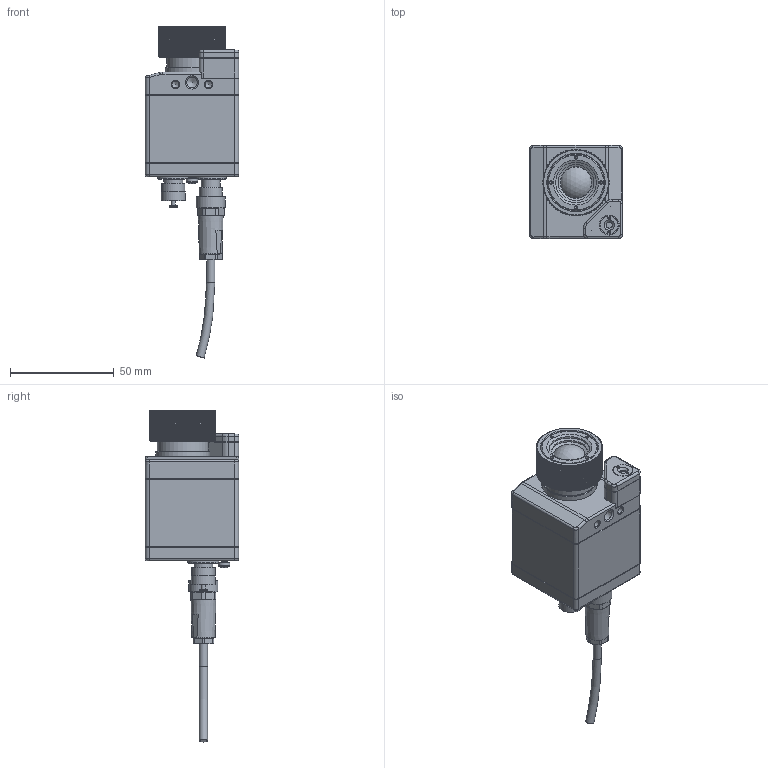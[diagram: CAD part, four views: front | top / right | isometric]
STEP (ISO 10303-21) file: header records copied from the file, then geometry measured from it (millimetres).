
FILE_DESCRIPTION (( 'STEP AP214' ), '1' );
FILE_NAME ('PI2xx-48G-Optik.STEP', '2013-07-10T09:11:15', ( 'qwe' ), ( '' ), 'SwSTEP 2.0', 'SolidWorks 2013', '' );
FILE_SCHEMA (( 'AUTOMOTIVE_DESIGN' ));
Length unit declared in the file: millimetre
Products named in the file (25): 9P061 Objektivgruppe-64G; 1P005 Hülsenmutter; 1P067 Objektivtubus-64G-75D; 1P102 Vierkantrohr-PI2_1P102-1; 1PL64 Linse1-64G; 9P125-X Chassis PI-2V-XXX; 63015 O-Ring 15x1; 9P120-X Kameraaufsatz-XXX; 1P066 Schraubring-64G-75D; 1P119 Fokusring-Vis; 1P117-X Frontkappe-VIS-XXX; PI2xx-48G-Optik; 1P116-X Auflage-VIS-XXX; 63026 O-Ring 26x1_O-Ring 20 x 1; 9P112 Flaggruppe; 1P110 Objektivhaltering; 1P020-5 Gewindestange M2,5 x 40; 1P104-X Frontplatte-PI2V-XXX; 9P119-X Rückwand PI-2S; 51099 Schutzkappe-712 FS; 61301 Linsenschraube DIN 7985 VZ M3x5_Linsenschraube KS DIN 7985 VZ M3x5; Flanschstecker-09-0415-00-05; Kabeldose-99-0410-10-04; Flanschstecker-09-0411-00-04; 1P023 Heckplatte-steckbar
Assembly tree (30 placements, depth 4):
  PI2xx-48G-Optik
    9P061 Objektivgruppe-64G
      1P066 Schraubring-64G-75D
      63015 O-Ring 15x1
      1PL64 Linse1-64G
      1P067 Objektivtubus-64G-75D
    9P119-X Rückwand PI-2S
      1P023 Heckplatte-steckbar
      Flanschstecker-09-0411-00-04
      Kabeldose-99-0410-10-04
      Flanschstecker-09-0415-00-05
      61301 Linsenschraube DIN 7985 VZ M3x5_Linsenschraube KS DIN 7985 VZ M3x5
      51099 Schutzkappe-712 FS
    9P125-X Chassis PI-2V-XXX
      1P104-X Frontplatte-PI2V-XXX
      1P020-5 Gewindestange M2,5 x 40  x4
      9P112 Flaggruppe
        1P110 Objektivhaltering
      63026 O-Ring 26x1_O-Ring 20 x 1
      9P120-X Kameraaufsatz-XXX
        1P116-X Auflage-VIS-XXX
        1P117-X Frontkappe-VIS-XXX
        1P119 Fokusring-Vis
    1P102 Vierkantrohr-PI2_1P102-1
    1P005 Hülsenmutter  x4
Bounding box: 45 x 45 x 160.01 mm (x, y, z)
Volume: 50022.7 mm3; surface area: 53193 mm2
Topology: 24 solids, 32 shells, 1741 faces, 4416 edges, 2828 vertices
Faces by surface type: cylinder 682, plane 568, cone 384, bspline 72, torus 28, sphere 7
Full cylindrical faces by diameter (mm): 0.9 x9, 1 x22, 1.1 x2, 1.25 x3, 1.5 x4, 1.6 x3, 2 x1, 2.05 x8, 2.2 x4, 2.5 x5, 3 x10, 3.3 x2, 4 x6, 5 x2, 5.105 x1, 5.4 x8, 5.5 x5, 5.6 x1, 5.9 x1, 6 x2, 6.6 x2, 7 x4, 7.5 x1, 7.9 x2, 8 x2, 8.4 x1, 8.5 x6, 8.6 x1, 9 x4, 9.4 x1
Entity records: 60698 total; most frequent: CARTESIAN_POINT 21334, DIRECTION 7618, ORIENTED_EDGE 7598, EDGE_CURVE 3802, AXIS2_PLACEMENT_3D 3007, VERTEX_POINT 2601, EDGE_LOOP 2087, FACE_OUTER_BOUND 1805
